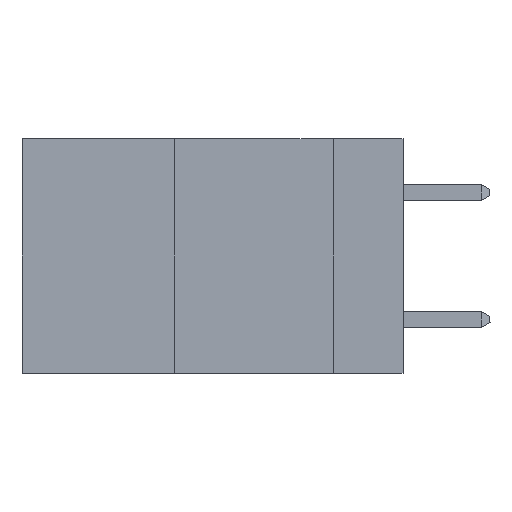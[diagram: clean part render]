
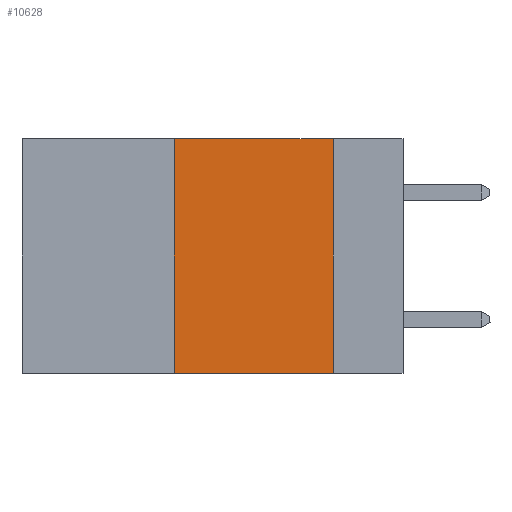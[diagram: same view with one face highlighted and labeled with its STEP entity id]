
A CAD part, left-side view. The second image highlights one B-rep face of the part: STEP entity #10628.
In plain terms, the highlighted planar face has unit normal (-1, 0, 0).
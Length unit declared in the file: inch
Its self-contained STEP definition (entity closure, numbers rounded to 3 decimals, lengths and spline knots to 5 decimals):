
#427 = EDGE_CURVE ( 'NONE', #9116, #22502, #18872, .T. ) ;
#2122 = DIRECTION ( 'NONE',  ( 0., -1., 0. ) ) ;
#2604 = ORIENTED_EDGE ( 'NONE', *, *, #26106, .F. ) ;
#3166 = ORIENTED_EDGE ( 'NONE', *, *, #10762, .T. ) ;
#4610 = CARTESIAN_POINT ( 'NONE',  ( 0., 0.11, 0. ) ) ;
#5383 = CARTESIAN_POINT ( 'NONE',  ( 0., 0.6, -0.37 ) ) ;
#7421 = CARTESIAN_POINT ( 'NONE',  ( 0., 0.36, 0. ) ) ;
#9116 = VERTEX_POINT ( 'NONE', #29671 ) ;
#9155 = DIRECTION ( 'NONE',  ( 0., 0., 1. ) ) ;
#10628 = ADVANCED_FACE ( 'NONE', ( #18458 ), #12479, .F. ) ;
#10735 = EDGE_LOOP ( 'NONE', ( #15887, #2604, #26640, #3166 ) ) ;
#10762 = EDGE_CURVE ( 'NONE', #12756, #22502, #19775, .T. ) ;
#12479 = PLANE ( 'NONE',  #29954 ) ;
#12756 = VERTEX_POINT ( 'NONE', #33216 ) ;
#14499 = LINE ( 'NONE', #19567, #26448 ) ;
#15322 = VECTOR ( 'NONE', #21668, 39.37008 ) ;
#15887 = ORIENTED_EDGE ( 'NONE', *, *, #427, .F. ) ;
#16680 = LINE ( 'NONE', #19056, #35163 ) ;
#18458 = FACE_OUTER_BOUND ( 'NONE', #10735, .T. ) ;
#18872 = LINE ( 'NONE', #4610, #15322 ) ;
#19056 = CARTESIAN_POINT ( 'NONE',  ( 0., 0.6, 0. ) ) ;
#19567 = CARTESIAN_POINT ( 'NONE',  ( 0., 0.36, 0. ) ) ;
#19775 = LINE ( 'NONE', #5383, #34277 ) ;
#20827 = CARTESIAN_POINT ( 'NONE',  ( 0., 0.6, 0. ) ) ;
#21529 = CARTESIAN_POINT ( 'NONE',  ( 0., 0.11, -0.37 ) ) ;
#21668 = DIRECTION ( 'NONE',  ( 0., 0., -1. ) ) ;
#22502 = VERTEX_POINT ( 'NONE', #21529 ) ;
#25006 = DIRECTION ( 'NONE',  ( 0., -1., 0. ) ) ;
#26106 = EDGE_CURVE ( 'NONE', #31216, #9116, #16680, .T. ) ;
#26448 = VECTOR ( 'NONE', #9155, 39.37008 ) ;
#26614 = DIRECTION ( 'NONE',  ( 0., 0., -1. ) ) ;
#26640 = ORIENTED_EDGE ( 'NONE', *, *, #32119, .F. ) ;
#29671 = CARTESIAN_POINT ( 'NONE',  ( 0., 0.11, 0. ) ) ;
#29954 = AXIS2_PLACEMENT_3D ( 'NONE', #20827, #35833, #26614 ) ;
#31216 = VERTEX_POINT ( 'NONE', #7421 ) ;
#32119 = EDGE_CURVE ( 'NONE', #12756, #31216, #14499, .T. ) ;
#33216 = CARTESIAN_POINT ( 'NONE',  ( 0., 0.36, -0.37 ) ) ;
#34277 = VECTOR ( 'NONE', #25006, 39.37008 ) ;
#35163 = VECTOR ( 'NONE', #2122, 39.37008 ) ;
#35833 = DIRECTION ( 'NONE',  ( 1., 0., 0. ) ) ;
